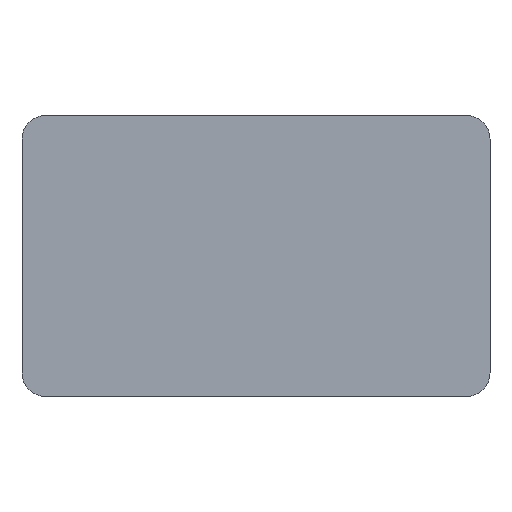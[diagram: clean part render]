
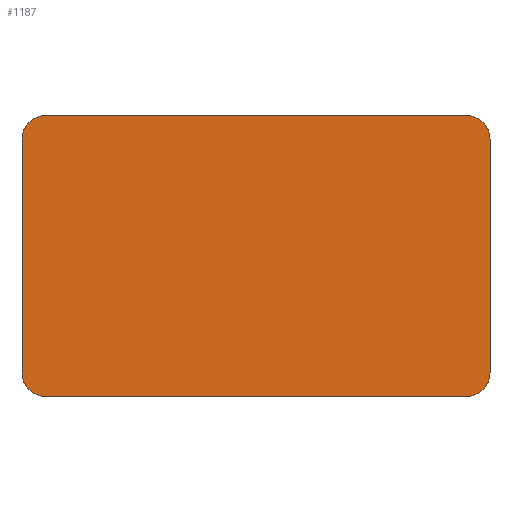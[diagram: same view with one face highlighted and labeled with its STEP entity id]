
A CAD part, front view. The second image highlights one B-rep face of the part: STEP entity #1187.
In plain terms, the highlighted planar face has unit normal (0, -1, 0).
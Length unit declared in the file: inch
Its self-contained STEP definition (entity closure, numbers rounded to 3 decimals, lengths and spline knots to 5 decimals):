
#4 = VERTEX_POINT ( 'NONE', #527 ) ;
#6 = DIRECTION ( 'NONE',  ( 0., 0., 1. ) ) ;
#58 = VERTEX_POINT ( 'NONE', #1070 ) ;
#69 = EDGE_CURVE ( 'NONE', #1028, #755, #77, .T. ) ;
#77 = CIRCLE ( 'NONE', #731, 3. ) ;
#126 = DIRECTION ( 'NONE',  ( 0., 0., 1. ) ) ;
#144 = ORIENTED_EDGE ( 'NONE', *, *, #192, .F. ) ;
#186 = DIRECTION ( 'NONE',  ( 0., -1., 0. ) ) ;
#192 = EDGE_CURVE ( 'NONE', #875, #418, #709, .T. ) ;
#203 = DIRECTION ( 'NONE',  ( 0., 0., 1. ) ) ;
#228 = ORIENTED_EDGE ( 'NONE', *, *, #1077, .T. ) ;
#260 = AXIS2_PLACEMENT_3D ( 'NONE', #1083, #425, #126 ) ;
#281 = DIRECTION ( 'NONE',  ( 0., 1., 0. ) ) ;
#302 = DIRECTION ( 'NONE',  ( 0., 0., 1. ) ) ;
#314 = CIRCLE ( 'NONE', #957, 3. ) ;
#320 = AXIS2_PLACEMENT_3D ( 'NONE', #454, #281, #365 ) ;
#337 = ORIENTED_EDGE ( 'NONE', *, *, #432, .F. ) ;
#358 = VERTEX_POINT ( 'NONE', #449 ) ;
#365 = DIRECTION ( 'NONE',  ( 0., 0., 1. ) ) ;
#374 = VECTOR ( 'NONE', #302, 39.37008 ) ;
#377 = CARTESIAN_POINT ( 'NONE',  ( -29.35714, 0., 18. ) ) ;
#393 = ORIENTED_EDGE ( 'NONE', *, *, #69, .T. ) ;
#394 = CARTESIAN_POINT ( 'NONE',  ( -29.35714, 0., -18. ) ) ;
#395 = CARTESIAN_POINT ( 'NONE',  ( -26.35714, 0., 15. ) ) ;
#416 = AXIS2_PLACEMENT_3D ( 'NONE', #395, #186, #203 ) ;
#418 = VERTEX_POINT ( 'NONE', #544 ) ;
#425 = DIRECTION ( 'NONE',  ( 0., -1., 0. ) ) ;
#432 = EDGE_CURVE ( 'NONE', #1028, #4, #443, .T. ) ;
#443 = LINE ( 'NONE', #1100, #923 ) ;
#449 = CARTESIAN_POINT ( 'NONE',  ( -26.35714, 0., 18. ) ) ;
#453 = DIRECTION ( 'NONE',  ( 1., 0., 0. ) ) ;
#454 = CARTESIAN_POINT ( 'NONE',  ( 0., 0., 0. ) ) ;
#469 = EDGE_CURVE ( 'NONE', #358, #58, #756, .T. ) ;
#527 = CARTESIAN_POINT ( 'NONE',  ( -26.35714, 0., -18. ) ) ;
#536 = VECTOR ( 'NONE', #453, 39.37008 ) ;
#544 = CARTESIAN_POINT ( 'NONE',  ( -29.35714, 0., 15. ) ) ;
#555 = VERTEX_POINT ( 'NONE', #762 ) ;
#576 = ORIENTED_EDGE ( 'NONE', *, *, #947, .F. ) ;
#578 = CARTESIAN_POINT ( 'NONE',  ( -26.35714, 0., -15. ) ) ;
#622 = CARTESIAN_POINT ( 'NONE',  ( 27.64286, 0., -18. ) ) ;
#642 = CIRCLE ( 'NONE', #416, 3. ) ;
#681 = DIRECTION ( 'NONE',  ( 0., 0., -1. ) ) ;
#709 = LINE ( 'NONE', #394, #374 ) ;
#718 = DIRECTION ( 'NONE',  ( -1., 0., 0. ) ) ;
#731 = AXIS2_PLACEMENT_3D ( 'NONE', #981, #873, #791 ) ;
#755 = VERTEX_POINT ( 'NONE', #929 ) ;
#756 = LINE ( 'NONE', #377, #536 ) ;
#762 = CARTESIAN_POINT ( 'NONE',  ( 30.64286, 0., 15. ) ) ;
#774 = CARTESIAN_POINT ( 'NONE',  ( 30.64286, 0., -18. ) ) ;
#791 = DIRECTION ( 'NONE',  ( 0., 0., 1. ) ) ;
#837 = ORIENTED_EDGE ( 'NONE', *, *, #857, .T. ) ;
#844 = CIRCLE ( 'NONE', #260, 3. ) ;
#857 = EDGE_CURVE ( 'NONE', #875, #4, #314, .T. ) ;
#871 = CARTESIAN_POINT ( 'NONE',  ( -29.35714, 0., -15. ) ) ;
#873 = DIRECTION ( 'NONE',  ( 0., -1., 0. ) ) ;
#875 = VERTEX_POINT ( 'NONE', #871 ) ;
#876 = EDGE_CURVE ( 'NONE', #358, #418, #642, .T. ) ;
#923 = VECTOR ( 'NONE', #718, 39.37008 ) ;
#929 = CARTESIAN_POINT ( 'NONE',  ( 30.64286, 0., -15. ) ) ;
#947 = EDGE_CURVE ( 'NONE', #555, #755, #1160, .T. ) ;
#957 = AXIS2_PLACEMENT_3D ( 'NONE', #578, #1047, #6 ) ;
#981 = CARTESIAN_POINT ( 'NONE',  ( 27.64286, 0., -15. ) ) ;
#988 = ORIENTED_EDGE ( 'NONE', *, *, #876, .T. ) ;
#1028 = VERTEX_POINT ( 'NONE', #622 ) ;
#1047 = DIRECTION ( 'NONE',  ( 0., -1., 0. ) ) ;
#1050 = VECTOR ( 'NONE', #681, 39.37008 ) ;
#1070 = CARTESIAN_POINT ( 'NONE',  ( 27.64286, 0., 18. ) ) ;
#1077 = EDGE_CURVE ( 'NONE', #555, #58, #844, .T. ) ;
#1083 = CARTESIAN_POINT ( 'NONE',  ( 27.64286, 0., 15. ) ) ;
#1100 = CARTESIAN_POINT ( 'NONE',  ( -29.35714, 0., -18. ) ) ;
#1138 = FACE_OUTER_BOUND ( 'NONE', #1156, .T. ) ;
#1156 = EDGE_LOOP ( 'NONE', ( #144, #837, #337, #393, #576, #228, #1198, #988 ) ) ;
#1160 = LINE ( 'NONE', #774, #1050 ) ;
#1187 = ADVANCED_FACE ( 'NONE', ( #1138 ), #1227, .F. ) ;
#1198 = ORIENTED_EDGE ( 'NONE', *, *, #469, .F. ) ;
#1227 = PLANE ( 'NONE',  #320 ) ;
